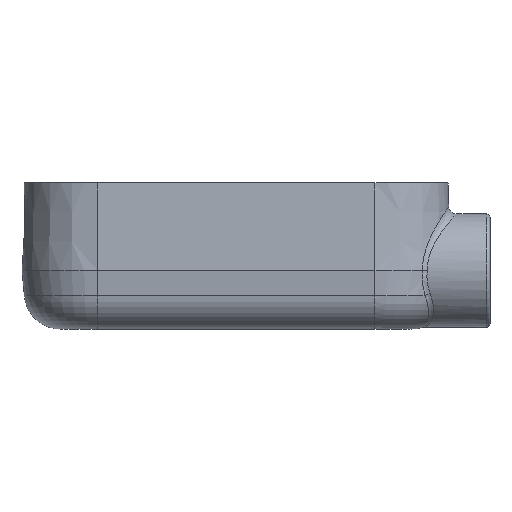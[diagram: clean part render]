
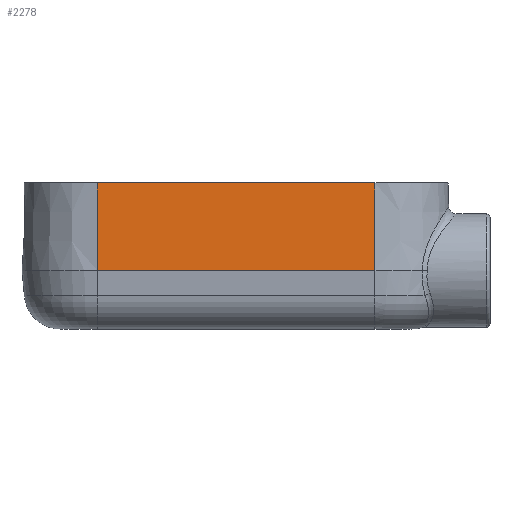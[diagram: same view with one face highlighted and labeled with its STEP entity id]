
A CAD part, front view. The second image highlights one B-rep face of the part: STEP entity #2278.
In plain terms, the highlighted planar face has unit normal (0, -1, 0.026).
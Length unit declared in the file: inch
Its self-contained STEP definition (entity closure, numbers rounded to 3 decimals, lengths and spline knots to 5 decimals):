
#247=LINE('',#4122,#322);
#274=LINE('',#4767,#349);
#279=LINE('',#5183,#354);
#286=LINE('',#5964,#361);
#322=VECTOR('',#2840,1.50051);
#349=VECTOR('',#2981,4.75);
#354=VECTOR('',#3034,4.75);
#361=VECTOR('',#3081,1.50051);
#447=FACE_OUTER_BOUND('',#614,.T.);
#614=EDGE_LOOP('',(#1760,#1761,#1762,#1763));
#973=VERTEX_POINT('',#3750);
#984=VERTEX_POINT('',#4121);
#1052=VERTEX_POINT('',#4766);
#1080=VERTEX_POINT('',#5178);
#1211=EDGE_CURVE('',#984,#973,#247,.T.);
#1295=EDGE_CURVE('',#984,#1052,#274,.F.);
#1326=EDGE_CURVE('',#973,#1080,#279,.T.);
#1353=EDGE_CURVE('',#1052,#1080,#286,.T.);
#1760=ORIENTED_EDGE('',*,*,#1353,.F.);
#1761=ORIENTED_EDGE('',*,*,#1295,.F.);
#1762=ORIENTED_EDGE('',*,*,#1211,.T.);
#1763=ORIENTED_EDGE('',*,*,#1326,.T.);
#2231=PLANE('',#2548);
#2278=ADVANCED_FACE('',(#447),#2231,.F.);
#2548=AXIS2_PLACEMENT_3D('',#5963,#3079,#3080);
#2840=DIRECTION('',(0.,-0.026,-1.));
#2981=DIRECTION('',(-1.,0.,0.));
#3034=DIRECTION('',(1.,0.,0.));
#3079=DIRECTION('center_axis',(0.,1.,-0.026));
#3080=DIRECTION('ref_axis',(0.,0.026,1.));
#3081=DIRECTION('',(0.,-0.026,-1.));
#3750=CARTESIAN_POINT('',(-0.00527,-0.55238,0.));
#4121=CARTESIAN_POINT('',(-0.00527,-0.5131,1.5));
#4122=CARTESIAN_POINT('',(-0.00527,-0.5131,1.5));
#4766=CARTESIAN_POINT('',(4.74473,-0.5131,1.5));
#4767=CARTESIAN_POINT('',(4.74473,-0.5131,1.5));
#5178=CARTESIAN_POINT('',(4.74473,-0.55238,0.));
#5183=CARTESIAN_POINT('',(-0.00527,-0.55238,0.));
#5963=CARTESIAN_POINT('Origin',(-0.00527,-0.55238,
0.));
#5964=CARTESIAN_POINT('',(4.74473,-0.5131,1.5));
